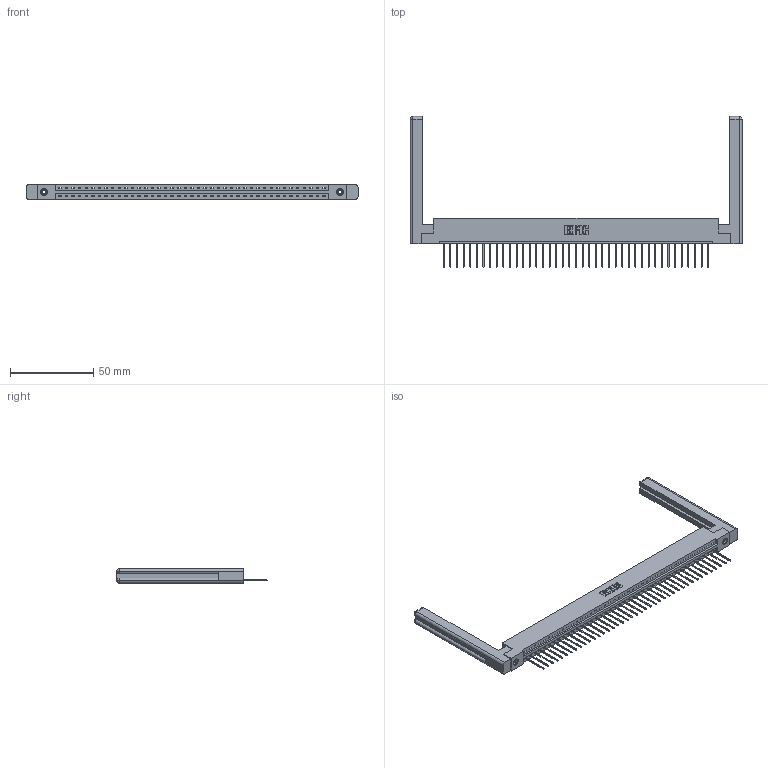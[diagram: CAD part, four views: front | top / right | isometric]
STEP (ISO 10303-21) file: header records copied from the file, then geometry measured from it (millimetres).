
FILE_DESCRIPTION (( 'STEP AP203' ), '1' );
FILE_NAME ('337-041-540-158.STEP', '2019-10-01T20:52:34', ( '' ), ( '' ), 'SwSTEP 2.0', 'SolidWorks 2016', '' );
FILE_SCHEMA (( 'CONFIG_CONTROL_DESIGN' ));
Length unit declared in the file: inch
Products named in the file (5): 337 Part_Flush Mounting Lugs - 0.156 Dia-TI; 307-220-058; 345-292-001_345-293-140; 337-041-540-158; 345-250-001_345-250-001-102
Assembly tree (46 placements, depth 2):
  337-041-540-158
    337 Part_Flush Mounting Lugs - 0.156 Dia-TI
    345-292-001_345-293-140  x41
    345-250-001_345-250-001-102  x2
    307-220-058  x2
Bounding box: 199.09 x 90.56 x 9.4 mm (x, y, z)
Volume: 27896.7 mm3; surface area: 27045.7 mm2
Topology: 46 solids, 46 shells, 2798 faces, 8373 edges, 5514 vertices
Faces by surface type: plane 2040, cylinder 734, cone 12, torus 12
Entity records: 33258 total; most frequent: CARTESIAN_POINT 5792, ORIENTED_EDGE 5708, DIRECTION 4896, EDGE_CURVE 2854, VECTOR 2678, LINE 2678, VERTEX_POINT 1894, AXIS2_PLACEMENT_3D 1109
